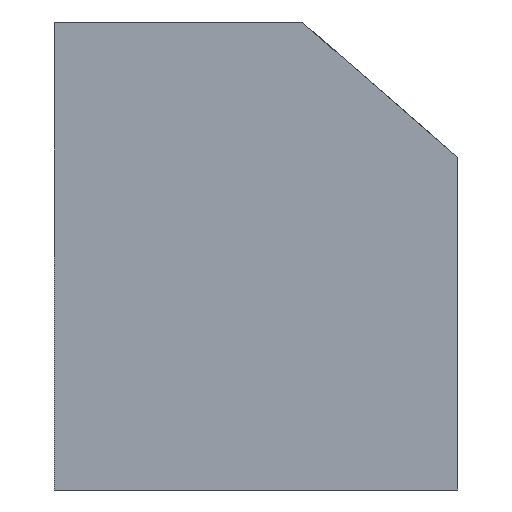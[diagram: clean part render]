
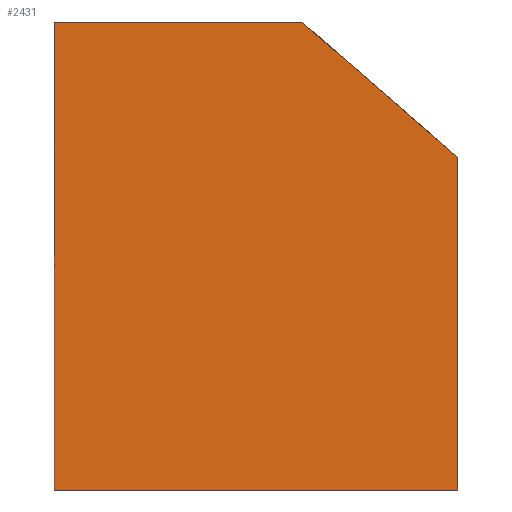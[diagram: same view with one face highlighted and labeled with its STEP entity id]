
A CAD part, front view. The second image highlights one B-rep face of the part: STEP entity #2431.
In plain terms, the highlighted planar face has unit normal (0, -1, 0).
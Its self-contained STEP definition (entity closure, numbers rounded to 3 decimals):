
#19 = FACE_OUTER_BOUND ( 'NONE', #184, .T. ) ;
#39 = ORIENTED_EDGE ( 'NONE', *, *, #912, .T. ) ;
#99 = VECTOR ( 'NONE', #1538, 1000. ) ;
#116 = CARTESIAN_POINT ( 'NONE',  ( 36.128, 0., 41.561 ) ) ;
#168 = CARTESIAN_POINT ( 'NONE',  ( 0., 0., 0. ) ) ;
#184 = EDGE_LOOP ( 'NONE', ( #39, #696, #1487, #247, #1317 ) ) ;
#194 = LINE ( 'NONE', #116, #99 ) ;
#247 = ORIENTED_EDGE ( 'NONE', *, *, #1198, .T. ) ;
#255 = VECTOR ( 'NONE', #2169, 1000. ) ;
#381 = DIRECTION ( 'NONE',  ( 0., 0., -1. ) ) ;
#544 = CARTESIAN_POINT ( 'NONE',  ( 53., 0., 60.5 ) ) ;
#570 = VECTOR ( 'NONE', #660, 1000. ) ;
#631 = CARTESIAN_POINT ( 'NONE',  ( -53., 0., 60.5 ) ) ;
#660 = DIRECTION ( 'NONE',  ( 0., 0., -1. ) ) ;
#696 = ORIENTED_EDGE ( 'NONE', *, *, #2257, .T. ) ;
#743 = CARTESIAN_POINT ( 'NONE',  ( -53., 0., -60.5 ) ) ;
#856 = CARTESIAN_POINT ( 'NONE',  ( 12.041, 0., 62.5 ) ) ;
#912 = EDGE_CURVE ( 'NONE', #1276, #1516, #2302, .T. ) ;
#1034 = LINE ( 'NONE', #631, #570 ) ;
#1174 = CARTESIAN_POINT ( 'NONE',  ( 53., 0., 26.895 ) ) ;
#1198 = EDGE_CURVE ( 'NONE', #1495, #2324, #1034, .T. ) ;
#1217 = VERTEX_POINT ( 'NONE', #856 ) ;
#1260 = VECTOR ( 'NONE', #1815, 1000. ) ;
#1276 = VERTEX_POINT ( 'NONE', #1306 ) ;
#1297 = EDGE_CURVE ( 'NONE', #2324, #1276, #2026, .T. ) ;
#1306 = CARTESIAN_POINT ( 'NONE',  ( 53., 0., -60.5 ) ) ;
#1317 = ORIENTED_EDGE ( 'NONE', *, *, #1297, .T. ) ;
#1372 = LINE ( 'NONE', #1468, #2360 ) ;
#1453 = EDGE_CURVE ( 'NONE', #1217, #1495, #1372, .T. ) ;
#1468 = CARTESIAN_POINT ( 'NONE',  ( 53., 0., 62.5 ) ) ;
#1487 = ORIENTED_EDGE ( 'NONE', *, *, #1453, .T. ) ;
#1495 = VERTEX_POINT ( 'NONE', #1970 ) ;
#1509 = DIRECTION ( 'NONE',  ( -1., 0., 0. ) ) ;
#1516 = VERTEX_POINT ( 'NONE', #1174 ) ;
#1538 = DIRECTION ( 'NONE',  ( -0.755, 0., 0.656 ) ) ;
#1596 = DIRECTION ( 'NONE',  ( 0., -1., 0. ) ) ;
#1806 = CARTESIAN_POINT ( 'NONE',  ( -53., 0., -60.5 ) ) ;
#1815 = DIRECTION ( 'NONE',  ( 1., 0., 0. ) ) ;
#1970 = CARTESIAN_POINT ( 'NONE',  ( -53., 0., 62.5 ) ) ;
#2026 = LINE ( 'NONE', #1806, #1260 ) ;
#2155 = AXIS2_PLACEMENT_3D ( 'NONE', #168, #1596, #381 ) ;
#2169 = DIRECTION ( 'NONE',  ( 0., 0., 1. ) ) ;
#2257 = EDGE_CURVE ( 'NONE', #1516, #1217, #194, .T. ) ;
#2302 = LINE ( 'NONE', #544, #255 ) ;
#2324 = VERTEX_POINT ( 'NONE', #743 ) ;
#2360 = VECTOR ( 'NONE', #1509, 1000. ) ;
#2384 = PLANE ( 'NONE',  #2155 ) ;
#2431 = ADVANCED_FACE ( 'NONE', ( #19 ), #2384, .T. ) ;
